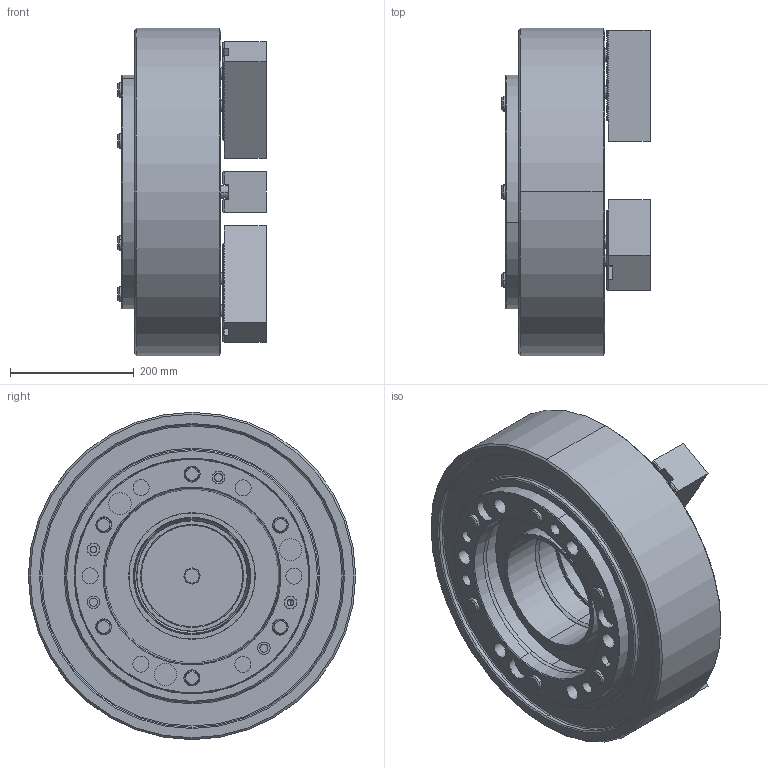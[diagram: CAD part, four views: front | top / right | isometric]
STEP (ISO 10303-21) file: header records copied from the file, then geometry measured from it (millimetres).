
FILE_DESCRIPTION (( 'STEP AP203' ), '1' );
FILE_NAME ('CF-3H-221A15.STEP', '2019-12-23T08:45:23', ( 'temp' ), ( '' ), 'SwSTEP 2.0', 'SolidWorks 2016', '' );
FILE_SCHEMA (( 'CONFIG_CONTROL_DESIGN' ));
Length unit declared in the file: millimetre
Products named in the file (14): CF-3H-221-01000; 圓頭內六角螺栓_M6x16; CF-3H-221-02000; 無頭六角孔螺絲_M8x8; CF-3H-221-06000; 無頭六角孔螺絲_M8x10; 3H-221-07000; 錐平頭六角孔螺栓_M4x10; CF-3H-221-07000; 3H-15B-08000-A15法蘭; CF-3H-221A15; SJ-21; 圓頭內六角螺栓_M20x55; 圓頭內六角螺栓_M24x140
Assembly tree (29 placements, depth 2):
  CF-3H-221A15
    CF-3H-221-01000
    CF-3H-221-02000
    CF-3H-221-06000
    3H-221-07000
    CF-3H-221-07000
    SJ-21  x3
    圓頭內六角螺栓_M20x55  x6
    圓頭內六角螺栓_M24x140  x6
    圓頭內六角螺栓_M6x16  x2
    無頭六角孔螺絲_M8x8  x2
    無頭六角孔螺絲_M8x10
    錐平頭六角孔螺栓_M4x10  x3
    3H-15B-08000-A15法蘭
Bounding box: 240.2 x 530 x 530 mm (x, y, z)
Volume: 28331326.2 mm3; surface area: 1793977.8 mm2
Topology: 29 solids, 29 shells, 2734 faces, 7496 edges, 4856 vertices
Faces by surface type: plane 1870, cylinder 592, cone 248, torus 24
Entity records: 37700 total; most frequent: CARTESIAN_POINT 6361, DIRECTION 6252, ORIENTED_EDGE 6060, EDGE_CURVE 3030, VECTOR 2118, LINE 2118, AXIS2_PLACEMENT_3D 2067, VERTEX_POINT 1956
